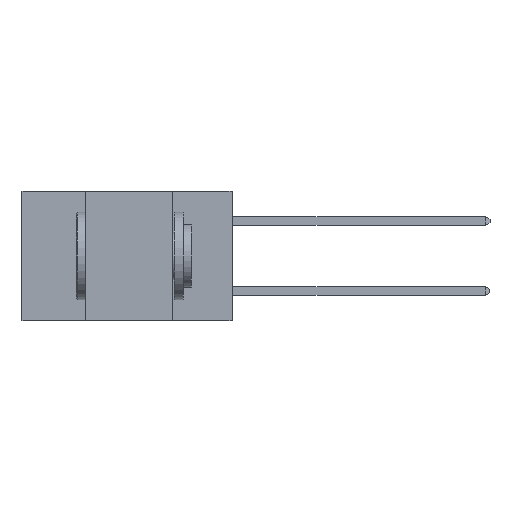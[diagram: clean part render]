
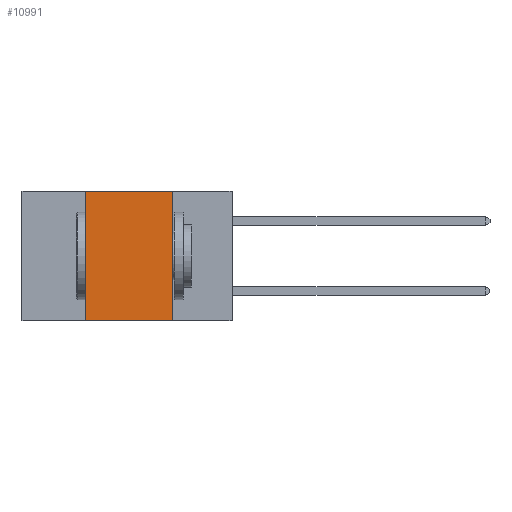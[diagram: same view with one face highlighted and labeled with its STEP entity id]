
A CAD part, left-side view. The second image highlights one B-rep face of the part: STEP entity #10991.
In plain terms, the highlighted planar face has unit normal (-1, 0, 0).
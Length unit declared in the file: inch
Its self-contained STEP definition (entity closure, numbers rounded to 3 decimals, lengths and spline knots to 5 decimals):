
#13 = CARTESIAN_POINT ( 'NONE',  ( 0., 0.6, -0.37 ) ) ;
#228 = LINE ( 'NONE', #11219, #9155 ) ;
#911 = CARTESIAN_POINT ( 'NONE',  ( 0., 0.6, 0. ) ) ;
#1278 = DIRECTION ( 'NONE',  ( 0., -1., 0. ) ) ;
#1545 = EDGE_CURVE ( 'NONE', #10604, #5023, #3276, .T. ) ;
#2576 = VECTOR ( 'NONE', #1278, 39.37008 ) ;
#3164 = ORIENTED_EDGE ( 'NONE', *, *, #1545, .T. ) ;
#3276 = LINE ( 'NONE', #13, #2576 ) ;
#3536 = CARTESIAN_POINT ( 'NONE',  ( 0., 0.17, 0. ) ) ;
#3616 = DIRECTION ( 'NONE',  ( 0., -1., 0. ) ) ;
#3695 = CARTESIAN_POINT ( 'NONE',  ( 0., 0.42, -0.37 ) ) ;
#3948 = VERTEX_POINT ( 'NONE', #10870 ) ;
#4378 = PLANE ( 'NONE',  #9117 ) ;
#4396 = VECTOR ( 'NONE', #13896, 39.37008 ) ;
#4838 = LINE ( 'NONE', #9387, #7732 ) ;
#4930 = EDGE_LOOP ( 'NONE', ( #9286, #12493, #9790, #3164 ) ) ;
#5023 = VERTEX_POINT ( 'NONE', #8880 ) ;
#5326 = CARTESIAN_POINT ( 'NONE',  ( 0., 0.42, 0. ) ) ;
#5506 = DIRECTION ( 'NONE',  ( 1., 0., 0. ) ) ;
#6378 = EDGE_CURVE ( 'NONE', #8028, #5023, #4838, .T. ) ;
#7266 = DIRECTION ( 'NONE',  ( 0., 0., -1. ) ) ;
#7514 = FACE_OUTER_BOUND ( 'NONE', #4930, .T. ) ;
#7732 = VECTOR ( 'NONE', #7266, 39.37008 ) ;
#8028 = VERTEX_POINT ( 'NONE', #3536 ) ;
#8880 = CARTESIAN_POINT ( 'NONE',  ( 0., 0.17, -0.37 ) ) ;
#8975 = EDGE_CURVE ( 'NONE', #10604, #3948, #10462, .T. ) ;
#9117 = AXIS2_PLACEMENT_3D ( 'NONE', #911, #5506, #13037 ) ;
#9155 = VECTOR ( 'NONE', #3616, 39.37008 ) ;
#9286 = ORIENTED_EDGE ( 'NONE', *, *, #6378, .F. ) ;
#9387 = CARTESIAN_POINT ( 'NONE',  ( 0., 0.17, 0. ) ) ;
#9790 = ORIENTED_EDGE ( 'NONE', *, *, #8975, .F. ) ;
#10462 = LINE ( 'NONE', #5326, #4396 ) ;
#10604 = VERTEX_POINT ( 'NONE', #3695 ) ;
#10870 = CARTESIAN_POINT ( 'NONE',  ( 0., 0.42, 0. ) ) ;
#10991 = ADVANCED_FACE ( 'NONE', ( #7514 ), #4378, .F. ) ;
#11219 = CARTESIAN_POINT ( 'NONE',  ( 0., 0.6, 0. ) ) ;
#11303 = EDGE_CURVE ( 'NONE', #3948, #8028, #228, .T. ) ;
#12493 = ORIENTED_EDGE ( 'NONE', *, *, #11303, .F. ) ;
#13037 = DIRECTION ( 'NONE',  ( 0., 0., -1. ) ) ;
#13896 = DIRECTION ( 'NONE',  ( 0., 0., 1. ) ) ;
